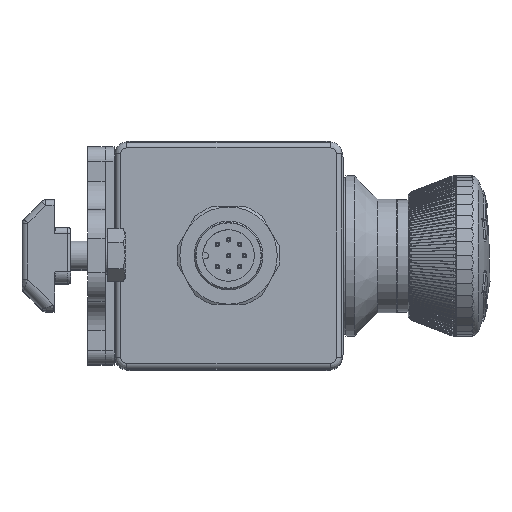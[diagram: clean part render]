
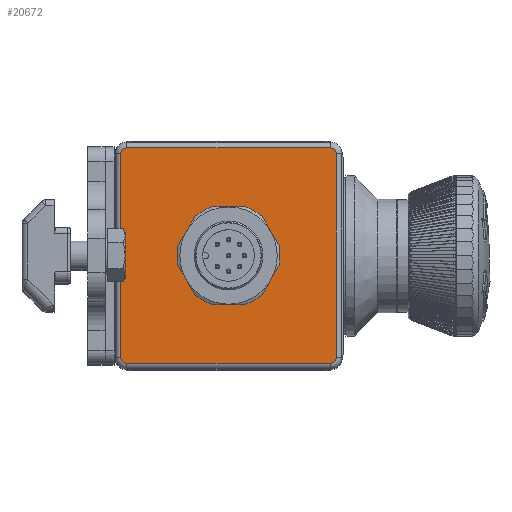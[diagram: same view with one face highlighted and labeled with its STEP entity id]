
A CAD part, top view. The second image highlights one B-rep face of the part: STEP entity #20672.
In plain terms, the highlighted planar face has unit normal (0, 0, 1).
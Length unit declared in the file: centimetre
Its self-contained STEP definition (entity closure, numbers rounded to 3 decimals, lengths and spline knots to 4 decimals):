
#1756=FACE_BOUND('',#3674,.T.);
#2277=FACE_OUTER_BOUND('',#3673,.T.);
#3673=EDGE_LOOP('',(#15283,#15284,#15285,#15286,#15287,#15288,#15289,#15290));
#3674=EDGE_LOOP('',(#15291,#15292,#15293,#15294,#15295,#15296));
#4988=LINE('',#35460,#5998);
#4989=LINE('',#35464,#5999);
#4990=LINE('',#35468,#6000);
#4991=LINE('',#35471,#6001);
#5998=VECTOR('',#26362,3.56);
#5999=VECTOR('',#26365,3.56);
#6000=VECTOR('',#26368,3.56);
#6001=VECTOR('',#26371,3.56);
#7100=CIRCLE('',#22452,0.1);
#7101=CIRCLE('',#22453,0.1);
#7102=CIRCLE('',#22454,0.1);
#7103=CIRCLE('',#22455,0.1);
#7104=CIRCLE('',#22456,0.85);
#7105=CIRCLE('',#22457,0.85);
#7106=CIRCLE('',#22458,0.85);
#7107=CIRCLE('',#22459,0.85);
#7108=CIRCLE('',#22460,0.85);
#7109=CIRCLE('',#22461,0.85);
#8632=VERTEX_POINT('',#35456);
#8633=VERTEX_POINT('',#35457);
#8634=VERTEX_POINT('',#35459);
#8635=VERTEX_POINT('',#35461);
#8636=VERTEX_POINT('',#35463);
#8637=VERTEX_POINT('',#35465);
#8638=VERTEX_POINT('',#35467);
#8639=VERTEX_POINT('',#35469);
#8640=VERTEX_POINT('',#35472);
#8641=VERTEX_POINT('',#35473);
#8642=VERTEX_POINT('',#35475);
#8643=VERTEX_POINT('',#35477);
#8644=VERTEX_POINT('',#35479);
#8645=VERTEX_POINT('',#35481);
#11054=EDGE_CURVE('',#8632,#8633,#7100,.T.);
#11055=EDGE_CURVE('',#8634,#8632,#4988,.T.);
#11056=EDGE_CURVE('',#8635,#8634,#7101,.T.);
#11057=EDGE_CURVE('',#8636,#8635,#4989,.T.);
#11058=EDGE_CURVE('',#8637,#8636,#7102,.T.);
#11059=EDGE_CURVE('',#8638,#8637,#4990,.T.);
#11060=EDGE_CURVE('',#8639,#8638,#7103,.T.);
#11061=EDGE_CURVE('',#8633,#8639,#4991,.T.);
#11062=EDGE_CURVE('',#8640,#8641,#7104,.T.);
#11063=EDGE_CURVE('',#8641,#8642,#7105,.T.);
#11064=EDGE_CURVE('',#8642,#8643,#7106,.T.);
#11065=EDGE_CURVE('',#8643,#8644,#7107,.T.);
#11066=EDGE_CURVE('',#8644,#8645,#7108,.T.);
#11067=EDGE_CURVE('',#8645,#8640,#7109,.T.);
#15283=ORIENTED_EDGE('',*,*,#11054,.F.);
#15284=ORIENTED_EDGE('',*,*,#11055,.F.);
#15285=ORIENTED_EDGE('',*,*,#11056,.F.);
#15286=ORIENTED_EDGE('',*,*,#11057,.F.);
#15287=ORIENTED_EDGE('',*,*,#11058,.F.);
#15288=ORIENTED_EDGE('',*,*,#11059,.F.);
#15289=ORIENTED_EDGE('',*,*,#11060,.F.);
#15290=ORIENTED_EDGE('',*,*,#11061,.F.);
#15291=ORIENTED_EDGE('',*,*,#11062,.T.);
#15292=ORIENTED_EDGE('',*,*,#11063,.T.);
#15293=ORIENTED_EDGE('',*,*,#11064,.T.);
#15294=ORIENTED_EDGE('',*,*,#11065,.T.);
#15295=ORIENTED_EDGE('',*,*,#11066,.T.);
#15296=ORIENTED_EDGE('',*,*,#11067,.T.);
#19794=PLANE('',#22451);
#20672=ADVANCED_FACE('',(#2277,#1756),#19794,.T.);
#22451=AXIS2_PLACEMENT_3D('',#35455,#26358,#26359);
#22452=AXIS2_PLACEMENT_3D('',#35458,#26360,#26361);
#22453=AXIS2_PLACEMENT_3D('',#35462,#26363,#26364);
#22454=AXIS2_PLACEMENT_3D('',#35466,#26366,#26367);
#22455=AXIS2_PLACEMENT_3D('',#35470,#26369,#26370);
#22456=AXIS2_PLACEMENT_3D('',#35474,#26372,#26373);
#22457=AXIS2_PLACEMENT_3D('',#35476,#26374,#26375);
#22458=AXIS2_PLACEMENT_3D('',#35478,#26376,#26377);
#22459=AXIS2_PLACEMENT_3D('',#35480,#26378,#26379);
#22460=AXIS2_PLACEMENT_3D('',#35482,#26380,#26381);
#22461=AXIS2_PLACEMENT_3D('',#35483,#26382,#26383);
#26358=DIRECTION('center_axis',(0.,0.,1.));
#26359=DIRECTION('ref_axis',(0.,-1.,0.));
#26360=DIRECTION('center_axis',(0.,0.,-1.));
#26361=DIRECTION('ref_axis',(0.707,0.707,0.));
#26362=DIRECTION('',(1.,0.,0.));
#26363=DIRECTION('center_axis',(0.,0.,-1.));
#26364=DIRECTION('ref_axis',(-0.707,0.707,0.));
#26365=DIRECTION('',(0.,1.,0.));
#26366=DIRECTION('center_axis',(0.,0.,-1.));
#26367=DIRECTION('ref_axis',(-0.707,-0.707,0.));
#26368=DIRECTION('',(-1.,0.,0.));
#26369=DIRECTION('center_axis',(0.,0.,-1.));
#26370=DIRECTION('ref_axis',(0.707,-0.707,0.));
#26371=DIRECTION('',(0.,-1.,0.));
#26372=DIRECTION('center_axis',(0.,0.,-1.));
#26373=DIRECTION('ref_axis',(-1.,0.,0.));
#26374=DIRECTION('center_axis',(0.,0.,-1.));
#26375=DIRECTION('ref_axis',(-1.,0.,0.));
#26376=DIRECTION('center_axis',(0.,0.,-1.));
#26377=DIRECTION('ref_axis',(-1.,0.,0.));
#26378=DIRECTION('center_axis',(0.,0.,-1.));
#26379=DIRECTION('ref_axis',(-1.,0.,0.));
#26380=DIRECTION('center_axis',(0.,0.,-1.));
#26381=DIRECTION('ref_axis',(-1.,0.,0.));
#26382=DIRECTION('center_axis',(0.,0.,-1.));
#26383=DIRECTION('ref_axis',(-1.,0.,0.));
#35455=CARTESIAN_POINT('Origin',(0.,0.,
0.48));
#35456=CARTESIAN_POINT('',(1.78,1.88,0.48));
#35457=CARTESIAN_POINT('',(1.88,1.78,0.48));
#35458=CARTESIAN_POINT('Origin',(1.78,1.78,0.48));
#35459=CARTESIAN_POINT('',(-1.78,1.88,0.48));
#35460=CARTESIAN_POINT('',(0.99,1.88,0.48));
#35461=CARTESIAN_POINT('',(-1.88,1.78,0.48));
#35462=CARTESIAN_POINT('Origin',(-1.78,1.78,0.48));
#35463=CARTESIAN_POINT('',(-1.88,-1.78,0.48));
#35464=CARTESIAN_POINT('',(-1.88,0.99,0.48));
#35465=CARTESIAN_POINT('',(-1.78,-1.88,0.48));
#35466=CARTESIAN_POINT('Origin',(-1.78,-1.78,0.48));
#35467=CARTESIAN_POINT('',(1.78,-1.88,0.48));
#35468=CARTESIAN_POINT('',(-0.99,-1.88,0.48));
#35469=CARTESIAN_POINT('',(1.88,-1.78,0.48));
#35470=CARTESIAN_POINT('Origin',(1.78,-1.78,0.48));
#35471=CARTESIAN_POINT('',(1.88,-0.99,0.48));
#35472=CARTESIAN_POINT('',(0.7361,0.425,0.48));
#35473=CARTESIAN_POINT('',(0.7361,-0.425,0.48));
#35474=CARTESIAN_POINT('Origin',(0.,0.,
0.48));
#35475=CARTESIAN_POINT('',(0.,-0.85,0.48));
#35476=CARTESIAN_POINT('Origin',(0.,0.,
0.48));
#35477=CARTESIAN_POINT('',(-0.7361,-0.425,0.48));
#35478=CARTESIAN_POINT('Origin',(0.,0.,
0.48));
#35479=CARTESIAN_POINT('',(-0.7361,0.425,0.48));
#35480=CARTESIAN_POINT('Origin',(0.,0.,
0.48));
#35481=CARTESIAN_POINT('',(0.,0.85,0.48));
#35482=CARTESIAN_POINT('Origin',(0.,0.,
0.48));
#35483=CARTESIAN_POINT('Origin',(0.,0.,
0.48));
